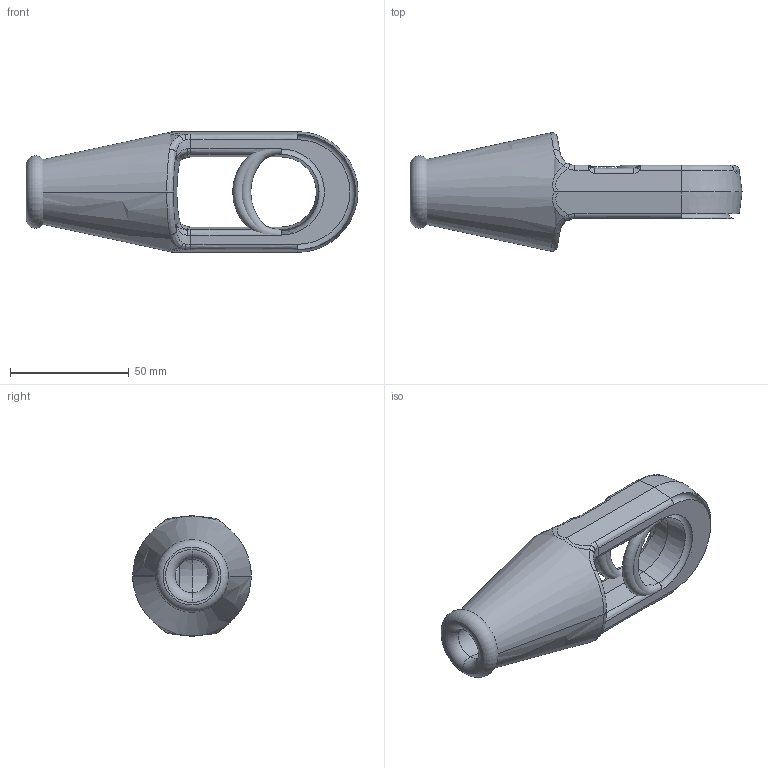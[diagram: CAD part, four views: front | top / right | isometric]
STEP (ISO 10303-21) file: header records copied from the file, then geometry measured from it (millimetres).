
FILE_DESCRIPTION((''),'2;1');
FILE_NAME('CROSBY_417_050_1039931-1039940','2011-08-31T',('Alan Doughty'),('The Crosby Group LLC'),'PRO/ENGINEER BY PARAMETRIC TECHNOLOGY CORPORATION, 2010230','PRO/ENGINEER BY PARAMETRIC TECHNOLOGY CORPORATION, 2010230','');
FILE_SCHEMA(('CONFIG_CONTROL_DESIGN'));
Length unit declared in the file: inch
Products named in the file (1): CROSBY_417_050_1039931-1039940
Bounding box: 139.69 x 49.9 x 50.8 mm (x, y, z)
Surface area: 39009.9 mm2 (no closed solid volume)
Topology: 0 solids, 0 shells, 357 faces, 1894 edges, 1872 vertices
Faces by surface type: bspline 333, torus 12, sphere 12
Entity records: 27276 total; most frequent: CARTESIAN_POINT 10837, DIRECTION 2443, TRIMMED_CURVE 2284, VECTOR 2173, LINE 2173, DEFINITIONAL_REPRESENTATION 1846, PCURVE 1846, COMPOSITE_CURVE_SEGMENT 1846
